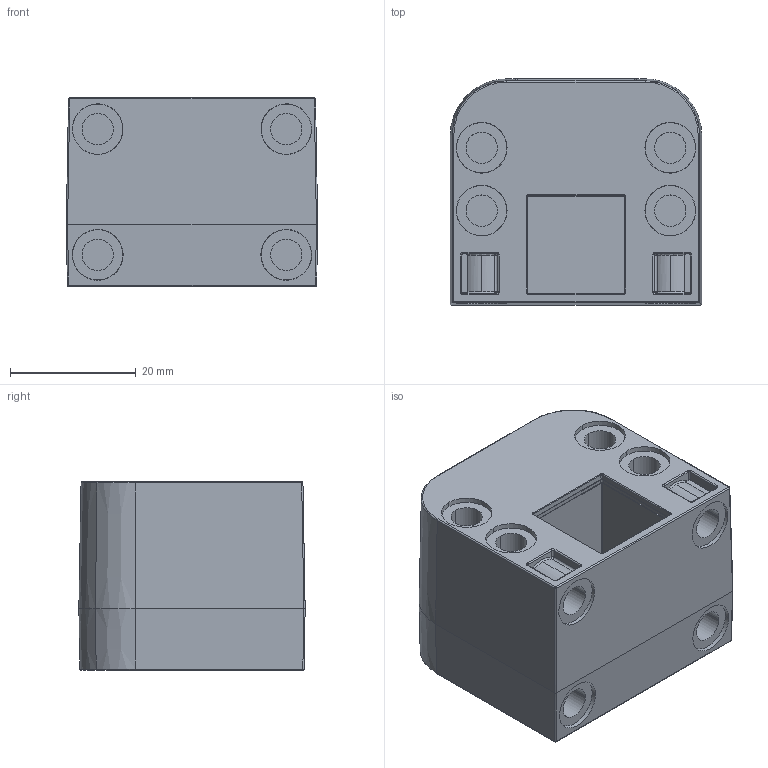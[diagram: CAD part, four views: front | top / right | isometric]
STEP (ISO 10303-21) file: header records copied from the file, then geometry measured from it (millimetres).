
FILE_DESCRIPTION (( 'STEP AP214' ), '1' );
FILE_NAME ('BUbeta_white.STEP', '2019-08-21T18:20:44', ( '' ), ( '' ), 'SwSTEP 2.0', 'SolidWorks 2019', '' );
FILE_SCHEMA (( 'AUTOMOTIVE_DESIGN' ));
Length unit declared in the file: millimetre
Products named in the file (1): BUbeta_white
Bounding box: 40 x 36 x 30 mm (x, y, z)
Volume: 32572.4 mm3; surface area: 11087.5 mm2
Topology: 1 solids, 2 shells, 319 faces, 762 edges, 476 vertices
Faces by surface type: plane 126, cylinder 101, cone 46, bspline 34, torus 8, sphere 4
Entity records: 14953 total; most frequent: CARTESIAN_POINT 4696, ORIENTED_EDGE 1522, DIRECTION 1380, EDGE_CURVE 761, AXIS2_PLACEMENT_3D 487, VERTEX_POINT 476, VECTOR 406, LINE 406
